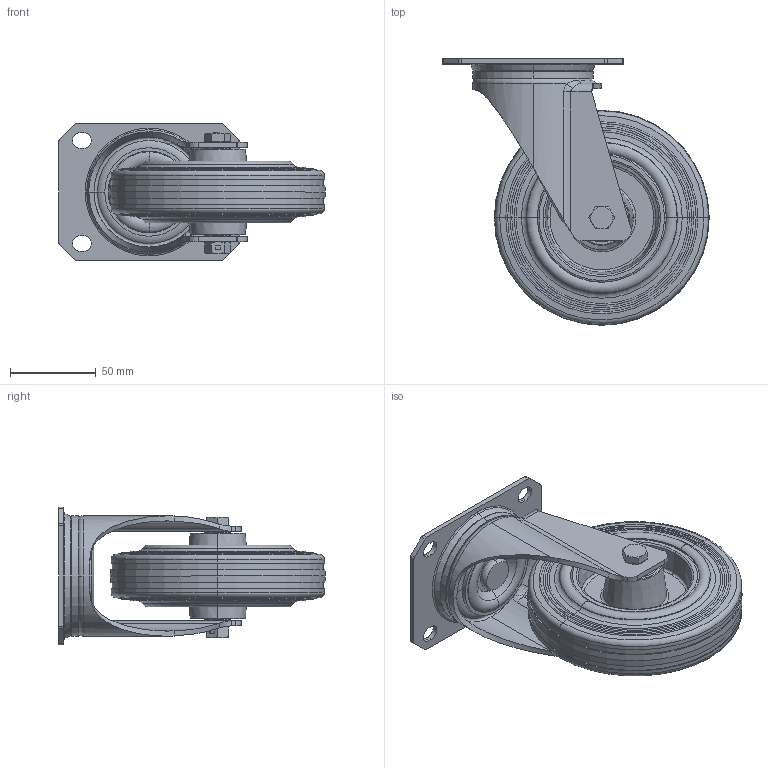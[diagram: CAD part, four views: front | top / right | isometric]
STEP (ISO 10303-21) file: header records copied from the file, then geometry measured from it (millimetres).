
FILE_DESCRIPTION (( 'STEP AP214' ), '1' );
FILE_NAME ('0056207.step', '2023-11-20T08:35:16', ( '' ), ( '' ), 'SwSTEP 2.0', 'SolidWorks 2020', '' );
FILE_SCHEMA (( 'AUTOMOTIVE_DESIGN' ));
Length unit declared in the file: millimetre
Products named in the file (1): 0056207
Bounding box: 155 x 155 x 80 mm (x, y, z)
Volume: 389473.9 mm3; surface area: 136041.2 mm2
Topology: 10 solids, 10 shells, 423 faces, 924 edges, 549 vertices
Faces by surface type: torus 116, plane 106, cylinder 101, cone 84, bspline 16
Entity records: 18010 total; most frequent: CARTESIAN_POINT 3763, DIRECTION 2169, ORIENTED_EDGE 1848, AXIS2_PLACEMENT_3D 939, EDGE_CURVE 924, VERTEX_POINT 549, CIRCLE 531, EDGE_LOOP 479
